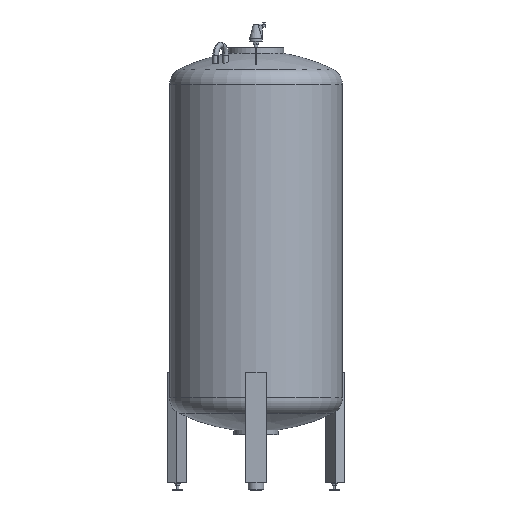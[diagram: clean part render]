
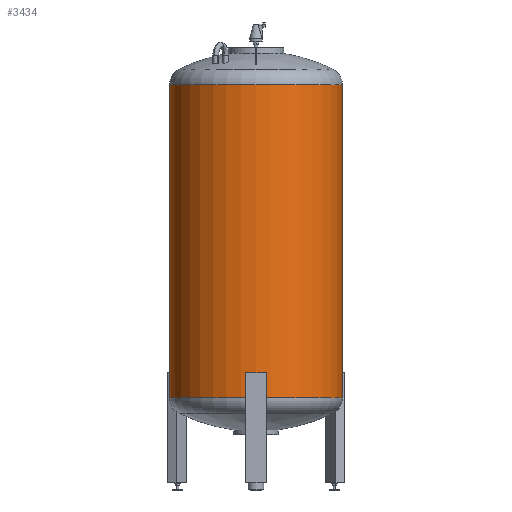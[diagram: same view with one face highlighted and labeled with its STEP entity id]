
A CAD part, front view. The second image highlights one B-rep face of the part: STEP entity #3434.
In plain terms, the highlighted cylindrical face has radius 500 mm (diameter 1000 mm), a partial arc.
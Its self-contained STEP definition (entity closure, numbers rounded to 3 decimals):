
#101 = DIRECTION ( 'NONE',  ( 0., 0., 1. ) ) ;
#493 = DIRECTION ( 'NONE',  ( -1., 0., 0. ) ) ;
#599 = CARTESIAN_POINT ( 'NONE',  ( -500., 0., 1440. ) ) ;
#694 = VERTEX_POINT ( 'NONE', #1378 ) ;
#735 = VECTOR ( 'NONE', #1299, 1000. ) ;
#982 = CARTESIAN_POINT ( 'NONE',  ( 500., 0., 1440. ) ) ;
#1034 = ORIENTED_EDGE ( 'NONE', *, *, #4126, .F. ) ;
#1148 = CARTESIAN_POINT ( 'NONE',  ( 0., 0., 533.774 ) ) ;
#1299 = DIRECTION ( 'NONE',  ( 0., 0., 1. ) ) ;
#1318 = CARTESIAN_POINT ( 'NONE',  ( 0., 0., 2346.226 ) ) ;
#1378 = CARTESIAN_POINT ( 'NONE',  ( -500., 0., 2346.226 ) ) ;
#1398 = ORIENTED_EDGE ( 'NONE', *, *, #4212, .F. ) ;
#1614 = LINE ( 'NONE', #599, #735 ) ;
#1686 = CYLINDRICAL_SURFACE ( 'NONE', #2467, 500. ) ;
#1760 = CARTESIAN_POINT ( 'NONE',  ( 500., 0., 533.774 ) ) ;
#2008 = ORIENTED_EDGE ( 'NONE', *, *, #2800, .T. ) ;
#2010 = VERTEX_POINT ( 'NONE', #3221 ) ;
#2048 = FACE_OUTER_BOUND ( 'NONE', #3299, .T. ) ;
#2274 = DIRECTION ( 'NONE',  ( -1., 0., 0. ) ) ;
#2335 = EDGE_CURVE ( 'NONE', #2010, #694, #2716, .T. ) ;
#2404 = AXIS2_PLACEMENT_3D ( 'NONE', #1148, #3479, #493 ) ;
#2465 = VECTOR ( 'NONE', #3634, 1000. ) ;
#2467 = AXIS2_PLACEMENT_3D ( 'NONE', #3029, #101, #4091 ) ;
#2716 = CIRCLE ( 'NONE', #2927, 500. ) ;
#2790 = CARTESIAN_POINT ( 'NONE',  ( -500., 0., 533.774 ) ) ;
#2800 = EDGE_CURVE ( 'NONE', #3057, #2010, #4239, .T. ) ;
#2927 = AXIS2_PLACEMENT_3D ( 'NONE', #1318, #3254, #2274 ) ;
#3029 = CARTESIAN_POINT ( 'NONE',  ( 0., 0., 1440. ) ) ;
#3057 = VERTEX_POINT ( 'NONE', #1760 ) ;
#3195 = ORIENTED_EDGE ( 'NONE', *, *, #2335, .T. ) ;
#3221 = CARTESIAN_POINT ( 'NONE',  ( 500., 0., 2346.226 ) ) ;
#3254 = DIRECTION ( 'NONE',  ( 0., 0., -1. ) ) ;
#3299 = EDGE_LOOP ( 'NONE', ( #1398, #1034, #2008, #3195 ) ) ;
#3394 = VERTEX_POINT ( 'NONE', #2790 ) ;
#3434 = ADVANCED_FACE ( 'NONE', ( #2048 ), #1686, .T. ) ;
#3479 = DIRECTION ( 'NONE',  ( 0., 0., -1. ) ) ;
#3634 = DIRECTION ( 'NONE',  ( 0., 0., 1. ) ) ;
#4091 = DIRECTION ( 'NONE',  ( 1., 0., 0. ) ) ;
#4126 = EDGE_CURVE ( 'NONE', #3057, #3394, #4208, .T. ) ;
#4208 = CIRCLE ( 'NONE', #2404, 500. ) ;
#4212 = EDGE_CURVE ( 'NONE', #3394, #694, #1614, .T. ) ;
#4239 = LINE ( 'NONE', #982, #2465 ) ;
